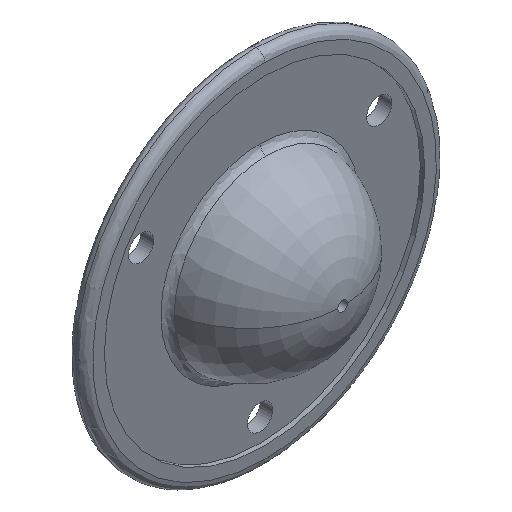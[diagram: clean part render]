
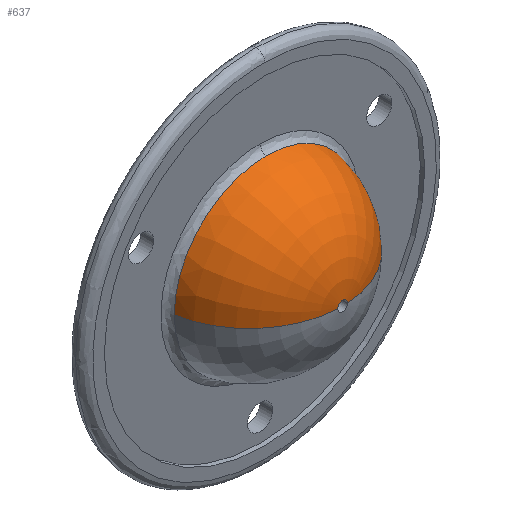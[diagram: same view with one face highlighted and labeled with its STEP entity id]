
A CAD part, isometric view. The second image highlights one B-rep face of the part: STEP entity #637.
In plain terms, the highlighted toroidal (fillet/blend) face has major radius 0.053 mm and minor radius 18.848 mm.
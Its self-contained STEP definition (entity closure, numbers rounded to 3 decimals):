
#31 = ORIENTED_EDGE ( 'NONE', *, *, #829, .T. ) ;
#94 = CARTESIAN_POINT ( 'NONE',  ( 0., -17.55, 0. ) ) ;
#108 = TOROIDAL_SURFACE ( 'NONE', #1463, 0.053, 18.848 ) ;
#166 = CIRCLE ( 'NONE', #225, 1. ) ;
#170 = VERTEX_POINT ( 'NONE', #775 ) ;
#225 = AXIS2_PLACEMENT_3D ( 'NONE', #94, #635, #1174 ) ;
#370 = VERTEX_POINT ( 'NONE', #1247 ) ;
#482 = EDGE_CURVE ( 'NONE', #170, #1225, #166, .T. ) ;
#515 = DIRECTION ( 'NONE',  ( 0., -1., 0. ) ) ;
#537 = CARTESIAN_POINT ( 'NONE',  ( 1., -17.55, 0. ) ) ;
#554 = DIRECTION ( 'NONE',  ( 0., 1., 0. ) ) ;
#558 = AXIS2_PLACEMENT_3D ( 'NONE', #1515, #1648, #727 ) ;
#578 = CIRCLE ( 'NONE', #1308, 18.6 ) ;
#595 = CIRCLE ( 'NONE', #1207, 18.6 ) ;
#626 = DIRECTION ( 'NONE',  ( 0., 0., -1. ) ) ;
#627 = DIRECTION ( 'NONE',  ( 0., -1., 0. ) ) ;
#635 = DIRECTION ( 'NONE',  ( 0., 1., 0. ) ) ;
#637 = ADVANCED_FACE ( 'NONE', ( #686 ), #108, .T. ) ;
#659 = DIRECTION ( 'NONE',  ( 0., 0., -1. ) ) ;
#686 = FACE_OUTER_BOUND ( 'NONE', #1305, .T. ) ;
#694 = CARTESIAN_POINT ( 'NONE',  ( 18.6, -2.083, 0. ) ) ;
#727 = DIRECTION ( 'NONE',  ( 1., 0., 0. ) ) ;
#775 = CARTESIAN_POINT ( 'NONE',  ( -1., -17.55, 0. ) ) ;
#786 = AXIS2_PLACEMENT_3D ( 'NONE', #1720, #659, #1605 ) ;
#816 = ORIENTED_EDGE ( 'NONE', *, *, #482, .T. ) ;
#825 = VERTEX_POINT ( 'NONE', #1577 ) ;
#829 = EDGE_CURVE ( 'NONE', #1215, #370, #595, .T. ) ;
#951 = CARTESIAN_POINT ( 'NONE',  ( 0., 1.275, 0. ) ) ;
#1080 = ORIENTED_EDGE ( 'NONE', *, *, #1111, .T. ) ;
#1111 = EDGE_CURVE ( 'NONE', #1225, #1215, #1491, .T. ) ;
#1174 = DIRECTION ( 'NONE',  ( 0., 0., 1. ) ) ;
#1207 = AXIS2_PLACEMENT_3D ( 'NONE', #1429, #515, #626 ) ;
#1215 = VERTEX_POINT ( 'NONE', #694 ) ;
#1225 = VERTEX_POINT ( 'NONE', #537 ) ;
#1229 = DIRECTION ( 'NONE',  ( -1., 0., 0. ) ) ;
#1232 = ORIENTED_EDGE ( 'NONE', *, *, #1581, .T. ) ;
#1247 = CARTESIAN_POINT ( 'NONE',  ( 0., -2.083, 18.6 ) ) ;
#1294 = EDGE_CURVE ( 'NONE', #170, #825, #1662, .T. ) ;
#1305 = EDGE_LOOP ( 'NONE', ( #816, #1080, #31, #1232, #1347 ) ) ;
#1308 = AXIS2_PLACEMENT_3D ( 'NONE', #1446, #627, #1702 ) ;
#1347 = ORIENTED_EDGE ( 'NONE', *, *, #1294, .F. ) ;
#1429 = CARTESIAN_POINT ( 'NONE',  ( 0., -2.083, 0. ) ) ;
#1446 = CARTESIAN_POINT ( 'NONE',  ( 0., -2.083, 0. ) ) ;
#1463 = AXIS2_PLACEMENT_3D ( 'NONE', #951, #554, #1229 ) ;
#1491 = CIRCLE ( 'NONE', #558, 18.848 ) ;
#1515 = CARTESIAN_POINT ( 'NONE',  ( 0.053, 1.275, 0. ) ) ;
#1577 = CARTESIAN_POINT ( 'NONE',  ( -18.6, -2.083, 0. ) ) ;
#1581 = EDGE_CURVE ( 'NONE', #370, #825, #578, .T. ) ;
#1605 = DIRECTION ( 'NONE',  ( -1., 0., 0. ) ) ;
#1648 = DIRECTION ( 'NONE',  ( 0., 0., 1. ) ) ;
#1662 = CIRCLE ( 'NONE', #786, 18.848 ) ;
#1702 = DIRECTION ( 'NONE',  ( 0., 0., -1. ) ) ;
#1720 = CARTESIAN_POINT ( 'NONE',  ( -0.053, 1.275, 0. ) ) ;
